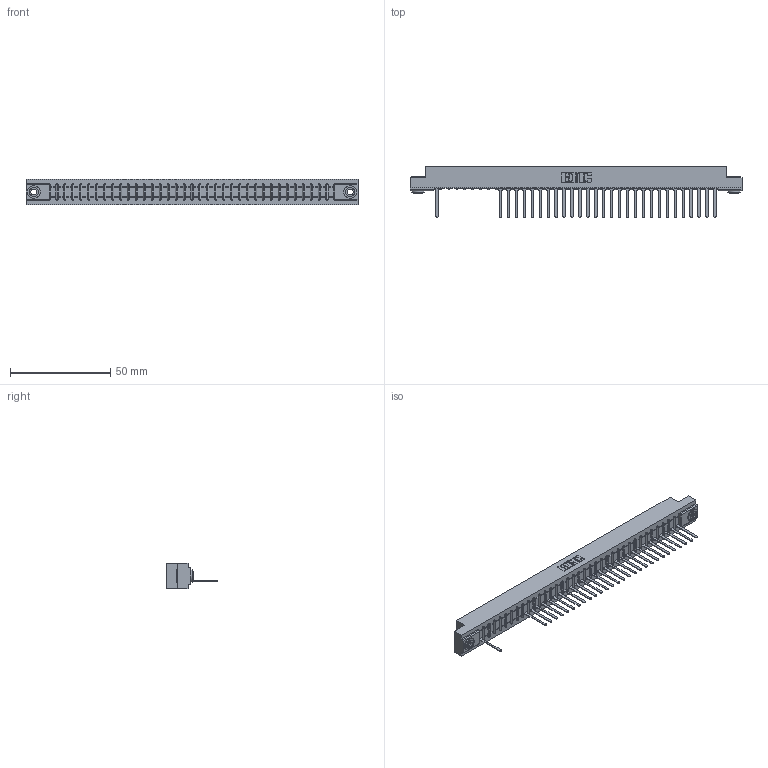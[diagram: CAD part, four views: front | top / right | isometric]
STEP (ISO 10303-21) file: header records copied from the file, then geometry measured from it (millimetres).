
FILE_DESCRIPTION (( 'STEP AP203' ), '1' );
FILE_NAME ('307-036-547-103.STEP', '2018-08-05T08:07:00', ( '' ), ( '' ), 'SwSTEP 2.0', 'SolidWorks 2016', '' );
FILE_SCHEMA (( 'CONFIG_CONTROL_DESIGN' ));
Length unit declared in the file: inch
Products named in the file (4): 345-250-002_345-250-002-102; 307-036-547-103; 307 Part_.156 Dia Mounting Holes; 307-290-001_547
Assembly tree (32 placements, depth 2):
  307-036-547-103
    307 Part_.156 Dia Mounting Holes
    307-290-001_547  x29
    345-250-002_345-250-002-102  x2
Bounding box: 165.66 x 25.43 x 12.7 mm (x, y, z)
Volume: 17130 mm3; surface area: 18074.8 mm2
Topology: 32 solids, 32 shells, 1971 faces, 5581 edges, 3578 vertices
Faces by surface type: plane 1251, cylinder 638, sphere 74, cone 8
Entity records: 32411 total; most frequent: CARTESIAN_POINT 5466, ORIENTED_EDGE 5450, DIRECTION 5327, EDGE_CURVE 2725, VECTOR 2081, LINE 2081, VERTEX_POINT 1762, AXIS2_PLACEMENT_3D 1623
